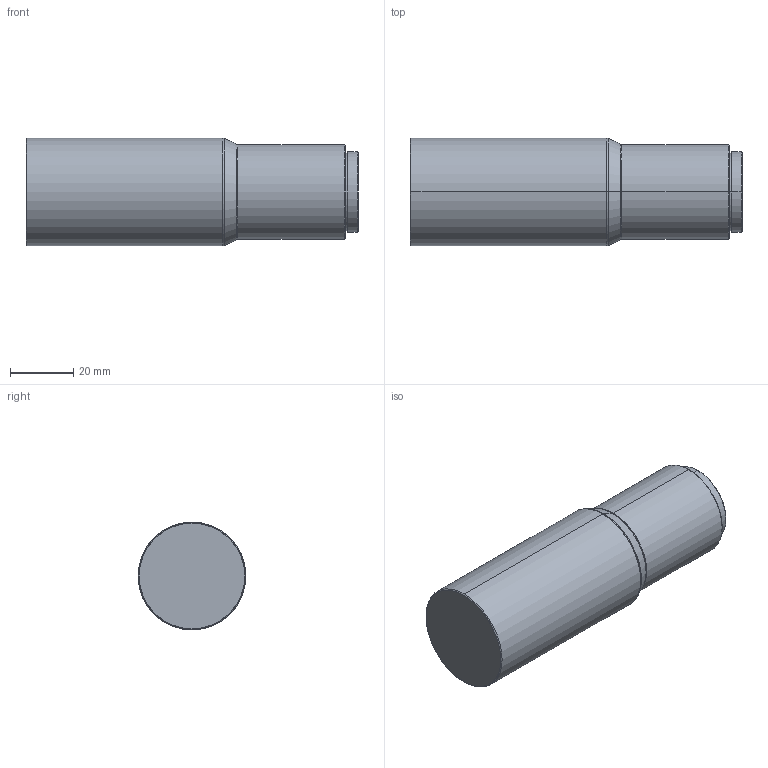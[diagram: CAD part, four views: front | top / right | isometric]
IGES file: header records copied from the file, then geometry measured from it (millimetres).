
Start section: SolidWorks IGES file using analytic representation for surfaces
Global section: file name: WH011-1030A-111.IGS; native system: SolidWorks 2017; preprocessor: SolidWorks 2017; author: 16255; date: 211125.114543; units: millimetre
Bounding box: 104.9 x 34 x 34 mm (x, y, z)
Surface area: 12324.2 mm2 (no closed solid volume)
Topology: 0 solids, 0 shells, 24 faces, 336 edges, 336 vertices
Faces by surface type: revolution 16, bspline 8
